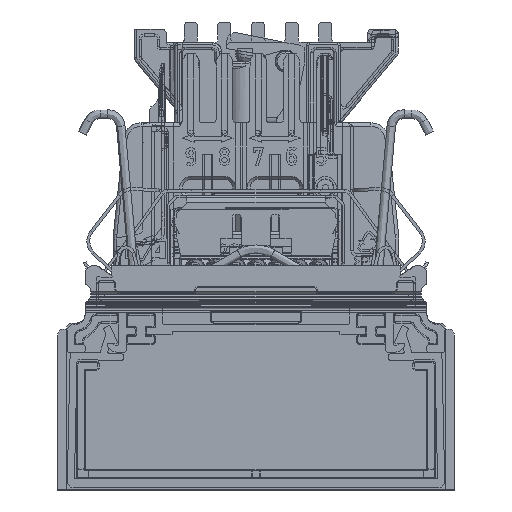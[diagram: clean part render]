
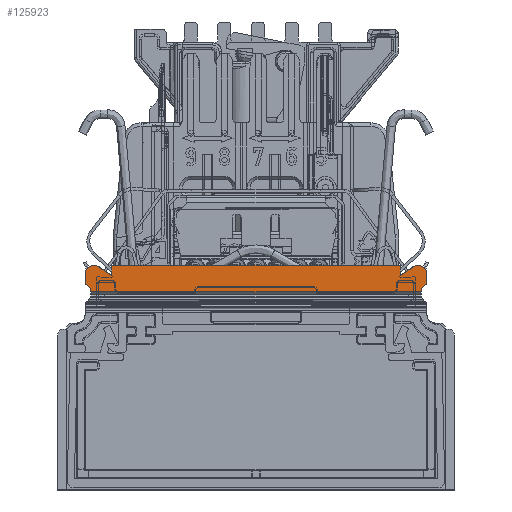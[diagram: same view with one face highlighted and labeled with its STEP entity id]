
A CAD part, front view. The second image highlights one B-rep face of the part: STEP entity #125923.
In plain terms, the highlighted planar face has unit normal (0, -1, 0).
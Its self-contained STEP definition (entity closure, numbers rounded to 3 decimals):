
#5750=PLANE('',#134457);
#10549=FACE_OUTER_BOUND('',#17475,.T.);
#17475=EDGE_LOOP('',(#92082,#92083,#92084,#92085,#92086,#92087,#92088,#92089,
#92090,#92091,#92092,#92093,#92094,#92095,#92096,#92097,#92098,#92099,#92100,
#92101,#92102,#92103,#92104,#92105));
#25608=LINE('',#203861,#37991);
#25618=LINE('',#203917,#38001);
#25620=LINE('',#203924,#38003);
#25647=LINE('',#204000,#38030);
#25651=LINE('',#204012,#38034);
#25655=LINE('',#204024,#38038);
#25658=LINE('',#204033,#38041);
#25661=LINE('',#204041,#38044);
#25684=LINE('',#204116,#38067);
#25688=LINE('',#204128,#38071);
#25692=LINE('',#204140,#38075);
#25695=LINE('',#204149,#38078);
#25698=LINE('',#204157,#38081);
#25700=LINE('',#204160,#38083);
#37991=VECTOR('',#152217,10.);
#38001=VECTOR('',#152249,10.);
#38003=VECTOR('',#152257,10.);
#38030=VECTOR('',#152356,10.);
#38034=VECTOR('',#152368,10.);
#38038=VECTOR('',#152380,10.);
#38041=VECTOR('',#152391,10.);
#38044=VECTOR('',#152400,10.);
#38067=VECTOR('',#152501,10.);
#38071=VECTOR('',#152513,10.);
#38075=VECTOR('',#152525,10.);
#38078=VECTOR('',#152536,10.);
#38081=VECTOR('',#152545,10.);
#38083=VECTOR('',#152549,10.);
#49023=CIRCLE('',#134384,1.);
#49025=CIRCLE('',#134388,0.5);
#49027=CIRCLE('',#134392,1.5);
#49029=CIRCLE('',#134396,2.);
#49030=CIRCLE('',#134399,0.173);
#49038=CIRCLE('',#134438,1.);
#49040=CIRCLE('',#134442,0.5);
#49042=CIRCLE('',#134446,1.5);
#49044=CIRCLE('',#134450,2.);
#49045=CIRCLE('',#134453,0.173);
#55279=VERTEX_POINT('',#203858);
#55280=VERTEX_POINT('',#203860);
#55291=VERTEX_POINT('',#203915);
#55293=VERTEX_POINT('',#203923);
#55304=VERTEX_POINT('',#203992);
#55306=VERTEX_POINT('',#203998);
#55308=VERTEX_POINT('',#204004);
#55310=VERTEX_POINT('',#204010);
#55312=VERTEX_POINT('',#204016);
#55314=VERTEX_POINT('',#204022);
#55315=VERTEX_POINT('',#204027);
#55316=VERTEX_POINT('',#204031);
#55317=VERTEX_POINT('',#204035);
#55318=VERTEX_POINT('',#204039);
#55329=VERTEX_POINT('',#204109);
#55331=VERTEX_POINT('',#204115);
#55333=VERTEX_POINT('',#204121);
#55335=VERTEX_POINT('',#204127);
#55337=VERTEX_POINT('',#204133);
#55339=VERTEX_POINT('',#204139);
#55340=VERTEX_POINT('',#204144);
#55341=VERTEX_POINT('',#204148);
#55342=VERTEX_POINT('',#204152);
#55343=VERTEX_POINT('',#204156);
#68710=EDGE_CURVE('',#55280,#55279,#25608,.T.);
#68728=EDGE_CURVE('',#55291,#55279,#25618,.T.);
#68731=EDGE_CURVE('',#55293,#55280,#25620,.T.);
#68761=EDGE_CURVE('',#55304,#55291,#49023,.T.);
#68764=EDGE_CURVE('',#55306,#55304,#25647,.T.);
#68767=EDGE_CURVE('',#55308,#55306,#49025,.T.);
#68770=EDGE_CURVE('',#55310,#55308,#25651,.T.);
#68773=EDGE_CURVE('',#55312,#55310,#49027,.T.);
#68776=EDGE_CURVE('',#55314,#55312,#25655,.T.);
#68779=EDGE_CURVE('',#55315,#55314,#49029,.T.);
#68781=EDGE_CURVE('',#55316,#55315,#25658,.T.);
#68783=EDGE_CURVE('',#55317,#55316,#49030,.T.);
#68785=EDGE_CURVE('',#55318,#55317,#25661,.T.);
#68813=EDGE_CURVE('',#55329,#55293,#49038,.T.);
#68816=EDGE_CURVE('',#55331,#55329,#25684,.T.);
#68819=EDGE_CURVE('',#55333,#55331,#49040,.T.);
#68822=EDGE_CURVE('',#55335,#55333,#25688,.T.);
#68825=EDGE_CURVE('',#55337,#55335,#49042,.T.);
#68828=EDGE_CURVE('',#55339,#55337,#25692,.T.);
#68831=EDGE_CURVE('',#55340,#55339,#49044,.T.);
#68833=EDGE_CURVE('',#55341,#55340,#25695,.T.);
#68835=EDGE_CURVE('',#55342,#55341,#49045,.T.);
#68837=EDGE_CURVE('',#55343,#55342,#25698,.T.);
#68839=EDGE_CURVE('',#55343,#55318,#25700,.T.);
#92082=ORIENTED_EDGE('',*,*,#68710,.T.);
#92083=ORIENTED_EDGE('',*,*,#68728,.F.);
#92084=ORIENTED_EDGE('',*,*,#68761,.F.);
#92085=ORIENTED_EDGE('',*,*,#68764,.F.);
#92086=ORIENTED_EDGE('',*,*,#68767,.F.);
#92087=ORIENTED_EDGE('',*,*,#68770,.F.);
#92088=ORIENTED_EDGE('',*,*,#68773,.F.);
#92089=ORIENTED_EDGE('',*,*,#68776,.F.);
#92090=ORIENTED_EDGE('',*,*,#68779,.F.);
#92091=ORIENTED_EDGE('',*,*,#68781,.F.);
#92092=ORIENTED_EDGE('',*,*,#68783,.F.);
#92093=ORIENTED_EDGE('',*,*,#68785,.F.);
#92094=ORIENTED_EDGE('',*,*,#68839,.F.);
#92095=ORIENTED_EDGE('',*,*,#68837,.T.);
#92096=ORIENTED_EDGE('',*,*,#68835,.T.);
#92097=ORIENTED_EDGE('',*,*,#68833,.T.);
#92098=ORIENTED_EDGE('',*,*,#68831,.T.);
#92099=ORIENTED_EDGE('',*,*,#68828,.T.);
#92100=ORIENTED_EDGE('',*,*,#68825,.T.);
#92101=ORIENTED_EDGE('',*,*,#68822,.T.);
#92102=ORIENTED_EDGE('',*,*,#68819,.T.);
#92103=ORIENTED_EDGE('',*,*,#68816,.T.);
#92104=ORIENTED_EDGE('',*,*,#68813,.T.);
#92105=ORIENTED_EDGE('',*,*,#68731,.T.);
#125923=ADVANCED_FACE('',(#10549),#5750,.F.);
#134384=AXIS2_PLACEMENT_3D('',#203994,#152350,#152351);
#134388=AXIS2_PLACEMENT_3D('',#204006,#152362,#152363);
#134392=AXIS2_PLACEMENT_3D('',#204018,#152374,#152375);
#134396=AXIS2_PLACEMENT_3D('',#204029,#152386,#152387);
#134399=AXIS2_PLACEMENT_3D('',#204037,#152395,#152396);
#134438=AXIS2_PLACEMENT_3D('',#204110,#152495,#152496);
#134442=AXIS2_PLACEMENT_3D('',#204122,#152507,#152508);
#134446=AXIS2_PLACEMENT_3D('',#204134,#152519,#152520);
#134450=AXIS2_PLACEMENT_3D('',#204145,#152531,#152532);
#134453=AXIS2_PLACEMENT_3D('',#204153,#152540,#152541);
#134457=AXIS2_PLACEMENT_3D('',#204162,#152552,#152553);
#152217=DIRECTION('',(1.,0.,0.));
#152249=DIRECTION('',(0.,0.,-1.));
#152257=DIRECTION('',(0.,0.,-1.));
#152350=DIRECTION('center_axis',(0.,-1.,0.));
#152351=DIRECTION('ref_axis',(0.707,0.,-0.707));
#152356=DIRECTION('',(-0.707,0.,-0.707));
#152362=DIRECTION('center_axis',(0.,1.,0.));
#152363=DIRECTION('ref_axis',(0.707,0.,-0.707));
#152368=DIRECTION('',(0.,0.,-1.));
#152374=DIRECTION('center_axis',(0.,1.,0.));
#152375=DIRECTION('ref_axis',(1.,0.,0.));
#152380=DIRECTION('',(1.,0.,0.));
#152386=DIRECTION('center_axis',(0.,1.,0.));
#152387=DIRECTION('ref_axis',(0.,0.,
1.));
#152391=DIRECTION('',(0.819,0.,0.574));
#152395=DIRECTION('center_axis',(0.,-1.,0.));
#152396=DIRECTION('ref_axis',(1.,0.,0.));
#152400=DIRECTION('',(0.,0.,-1.));
#152495=DIRECTION('center_axis',(0.,1.,0.));
#152496=DIRECTION('ref_axis',(-0.707,0.,
-0.707));
#152501=DIRECTION('',(0.707,0.,-0.707));
#152507=DIRECTION('center_axis',(0.,-1.,0.));
#152508=DIRECTION('ref_axis',(-0.707,0.,
-0.707));
#152513=DIRECTION('',(0.,0.,-1.));
#152519=DIRECTION('center_axis',(0.,-1.,0.));
#152520=DIRECTION('ref_axis',(-1.,0.,0.));
#152525=DIRECTION('',(-1.,0.,0.));
#152531=DIRECTION('center_axis',(0.,-1.,0.));
#152532=DIRECTION('ref_axis',(0.,0.,
1.));
#152536=DIRECTION('',(-0.819,0.,0.574));
#152540=DIRECTION('center_axis',(0.,1.,0.));
#152541=DIRECTION('ref_axis',(-1.,0.,0.));
#152545=DIRECTION('',(0.,0.,-1.));
#152549=DIRECTION('',(1.,0.,0.));
#152552=DIRECTION('center_axis',(0.,1.,0.));
#152553=DIRECTION('ref_axis',(0.,0.,
1.));
#203858=CARTESIAN_POINT('',(28.,-848.,5.491));
#203860=CARTESIAN_POINT('',(-28.,-848.,5.491));
#203861=CARTESIAN_POINT('',(5.95,-848.,5.491));
#203915=CARTESIAN_POINT('',(28.,-848.,5.5));
#203917=CARTESIAN_POINT('',(28.,-848.,5.));
#203923=CARTESIAN_POINT('',(-28.,-848.,5.5));
#203924=CARTESIAN_POINT('',(-28.,-848.,5.));
#203992=CARTESIAN_POINT('',(28.293,-848.,6.207));
#203994=CARTESIAN_POINT('Origin',(29.,-848.,5.5));
#203998=CARTESIAN_POINT('',(28.854,-848.,6.768));
#204000=CARTESIAN_POINT('',(28.293,-848.,6.207));
#204004=CARTESIAN_POINT('',(29.,-848.,7.121));
#204006=CARTESIAN_POINT('Origin',(28.5,-848.,7.121));
#204010=CARTESIAN_POINT('',(29.,-848.,8.5));
#204012=CARTESIAN_POINT('',(29.,-848.,7.121));
#204016=CARTESIAN_POINT('',(27.666,-848.,9.991));
#204018=CARTESIAN_POINT('Origin',(27.5,-848.,8.5));
#204022=CARTESIAN_POINT('',(27.5,-848.,9.991));
#204024=CARTESIAN_POINT('',(27.666,-848.,9.991));
#204027=CARTESIAN_POINT('',(26.353,-848.,9.629));
#204029=CARTESIAN_POINT('Origin',(27.5,-848.,7.991));
#204031=CARTESIAN_POINT('',(24.772,-848.,8.522));
#204033=CARTESIAN_POINT('',(26.353,-848.,9.629));
#204035=CARTESIAN_POINT('',(24.5,-848.,8.664));
#204037=CARTESIAN_POINT('Origin',(24.673,-848.,8.664));
#204039=CARTESIAN_POINT('',(24.5,-848.,9.991));
#204041=CARTESIAN_POINT('',(24.5,-848.,8.664));
#204109=CARTESIAN_POINT('',(-28.293,-848.,6.207));
#204110=CARTESIAN_POINT('Origin',(-29.,-848.,5.5));
#204115=CARTESIAN_POINT('',(-28.854,-848.,6.768));
#204116=CARTESIAN_POINT('',(-28.293,-848.,6.207));
#204121=CARTESIAN_POINT('',(-29.,-848.,7.121));
#204122=CARTESIAN_POINT('Origin',(-28.5,-848.,7.121));
#204127=CARTESIAN_POINT('',(-29.,-848.,8.5));
#204128=CARTESIAN_POINT('',(-29.,-848.,7.121));
#204133=CARTESIAN_POINT('',(-27.666,-848.,9.991));
#204134=CARTESIAN_POINT('Origin',(-27.5,-848.,8.5));
#204139=CARTESIAN_POINT('',(-27.5,-848.,9.991));
#204140=CARTESIAN_POINT('',(-27.666,-848.,9.991));
#204144=CARTESIAN_POINT('',(-26.353,-848.,9.629));
#204145=CARTESIAN_POINT('Origin',(-27.5,-848.,7.991));
#204148=CARTESIAN_POINT('',(-24.772,-848.,8.522));
#204149=CARTESIAN_POINT('',(-26.353,-848.,9.629));
#204152=CARTESIAN_POINT('',(-24.5,-848.,8.664));
#204153=CARTESIAN_POINT('Origin',(-24.673,-848.,8.664));
#204156=CARTESIAN_POINT('',(-24.5,-848.,9.991));
#204157=CARTESIAN_POINT('',(-24.5,-848.,8.664));
#204160=CARTESIAN_POINT('',(24.5,-848.,9.991));
#204162=CARTESIAN_POINT('Origin',(-16.1,-848.,-9.059));
